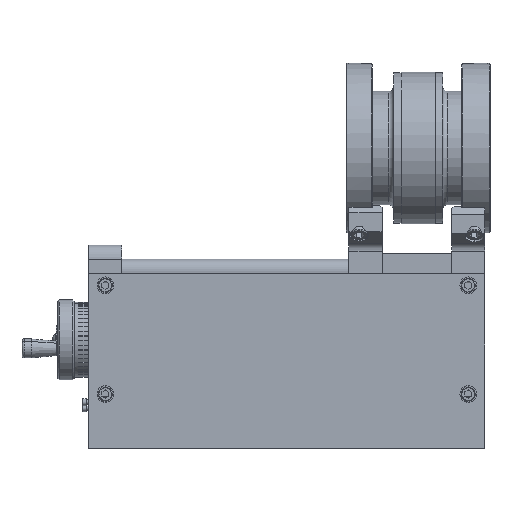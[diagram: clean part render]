
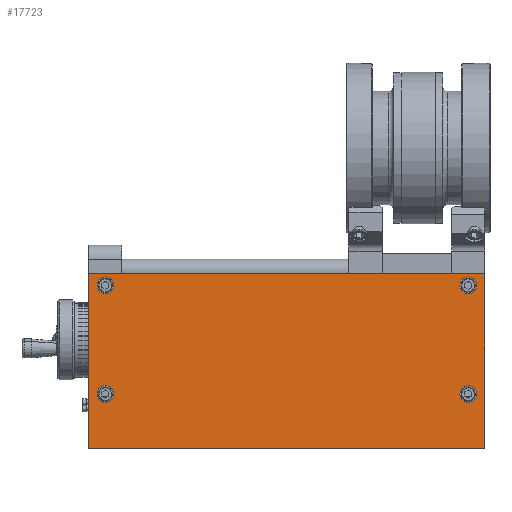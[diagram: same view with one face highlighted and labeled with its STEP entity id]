
A CAD part, left-side view. The second image highlights one B-rep face of the part: STEP entity #17723.
In plain terms, the highlighted planar face has unit normal (-1, 0, 0).
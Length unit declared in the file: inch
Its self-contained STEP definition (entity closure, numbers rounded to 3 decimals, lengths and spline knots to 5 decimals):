
#105 = VERTEX_POINT ( 'NONE', #18111 ) ;
#965 = VECTOR ( 'NONE', #3951, 39.37008 ) ;
#1216 = ORIENTED_EDGE ( 'NONE', *, *, #17056, .F. ) ;
#1474 = DIRECTION ( 'NONE',  ( -1., 0., 0. ) ) ;
#1619 = CARTESIAN_POINT ( 'NONE',  ( -1.625, 0.575, -3.6245 ) ) ;
#1704 = AXIS2_PLACEMENT_3D ( 'NONE', #3636, #18818, #5778 ) ;
#2198 = FACE_BOUND ( 'NONE', #10833, .T. ) ;
#2294 = EDGE_CURVE ( 'NONE', #17442, #9043, #23668, .T. ) ;
#2542 = EDGE_CURVE ( 'NONE', #14315, #3020, #10080, .T. ) ;
#2710 = AXIS2_PLACEMENT_3D ( 'NONE', #22234, #9224, #24402 ) ;
#2723 = CARTESIAN_POINT ( 'NONE',  ( -1.625, 10.164, -3.6245 ) ) ;
#3020 = VERTEX_POINT ( 'NONE', #13674 ) ;
#3142 = CIRCLE ( 'NONE', #18724, 0.219 ) ;
#3226 = CARTESIAN_POINT ( 'NONE',  ( -1.625, 9.945, -6.4995 ) ) ;
#3553 = FACE_OUTER_BOUND ( 'NONE', #17691, .T. ) ;
#3567 = ORIENTED_EDGE ( 'NONE', *, *, #25804, .F. ) ;
#3636 = CARTESIAN_POINT ( 'NONE',  ( -1.625, 0.575, -6.4995 ) ) ;
#3765 = AXIS2_PLACEMENT_3D ( 'NONE', #24761, #11803, #26982 ) ;
#3789 = DIRECTION ( 'NONE',  ( 0., -1., 0. ) ) ;
#3951 = DIRECTION ( 'NONE',  ( 0., 0., -1. ) ) ;
#3958 = ORIENTED_EDGE ( 'NONE', *, *, #2294, .F. ) ;
#3979 = CARTESIAN_POINT ( 'NONE',  ( -1.625, 9.945, -3.6245 ) ) ;
#4035 = CARTESIAN_POINT ( 'NONE',  ( -1.625, 10.383, -6.4995 ) ) ;
#4623 = VECTOR ( 'NONE', #5795, 39.37008 ) ;
#4889 = DIRECTION ( 'NONE',  ( 0., -1., 0. ) ) ;
#5221 = EDGE_LOOP ( 'NONE', ( #13216, #3567 ) ) ;
#5290 = VECTOR ( 'NONE', #19385, 39.37008 ) ;
#5333 = LINE ( 'NONE', #23384, #965 ) ;
#5778 = DIRECTION ( 'NONE',  ( 0., -1., 0. ) ) ;
#5795 = DIRECTION ( 'NONE',  ( 0., 0., -1. ) ) ;
#6520 = EDGE_CURVE ( 'NONE', #3020, #105, #5333, .T. ) ;
#7105 = CARTESIAN_POINT ( 'NONE',  ( -1.625, 0.794, -3.6245 ) ) ;
#7748 = EDGE_CURVE ( 'NONE', #15567, #10421, #15236, .T. ) ;
#7937 = FACE_BOUND ( 'NONE', #13699, .T. ) ;
#8602 = AXIS2_PLACEMENT_3D ( 'NONE', #1619, #16796, #3789 ) ;
#9043 = VERTEX_POINT ( 'NONE', #15724 ) ;
#9224 = DIRECTION ( 'NONE',  ( -1., 0., 0. ) ) ;
#10003 = DIRECTION ( 'NONE',  ( -1., 0., 0. ) ) ;
#10080 = LINE ( 'NONE', #16344, #20959 ) ;
#10421 = VERTEX_POINT ( 'NONE', #3979 ) ;
#10441 = ORIENTED_EDGE ( 'NONE', *, *, #2542, .T. ) ;
#10711 = PLANE ( 'NONE',  #13774 ) ;
#10833 = EDGE_LOOP ( 'NONE', ( #13291, #15846 ) ) ;
#11277 = CIRCLE ( 'NONE', #27461, 0.219 ) ;
#11803 = DIRECTION ( 'NONE',  ( -1., 0., 0. ) ) ;
#12480 = DIRECTION ( 'NONE',  ( -1., 0., 0. ) ) ;
#12992 = DIRECTION ( 'NONE',  ( 1., 0., 0. ) ) ;
#13079 = CIRCLE ( 'NONE', #3765, 0.219 ) ;
#13216 = ORIENTED_EDGE ( 'NONE', *, *, #22350, .F. ) ;
#13291 = ORIENTED_EDGE ( 'NONE', *, *, #19983, .F. ) ;
#13646 = CIRCLE ( 'NONE', #1704, 0.219 ) ;
#13674 = CARTESIAN_POINT ( 'NONE',  ( -1.625, 10.602, -3.3175 ) ) ;
#13699 = EDGE_LOOP ( 'NONE', ( #26228, #19387 ) ) ;
#13721 = ORIENTED_EDGE ( 'NONE', *, *, #27269, .F. ) ;
#13760 = FACE_BOUND ( 'NONE', #14709, .T. ) ;
#13774 = AXIS2_PLACEMENT_3D ( 'NONE', #25977, #12992, #28132 ) ;
#13828 = CARTESIAN_POINT ( 'NONE',  ( -1.625, 0.137, -3.3175 ) ) ;
#14315 = VERTEX_POINT ( 'NONE', #13828 ) ;
#14506 = CARTESIAN_POINT ( 'NONE',  ( -1.625, 10.164, -6.4995 ) ) ;
#14709 = EDGE_LOOP ( 'NONE', ( #27373, #3958 ) ) ;
#15129 = FACE_BOUND ( 'NONE', #5221, .T. ) ;
#15236 = CIRCLE ( 'NONE', #27768, 0.219 ) ;
#15567 = VERTEX_POINT ( 'NONE', #25383 ) ;
#15724 = CARTESIAN_POINT ( 'NONE',  ( -1.625, 0.356, -6.4995 ) ) ;
#15822 = AXIS2_PLACEMENT_3D ( 'NONE', #23000, #10003, #25171 ) ;
#15846 = ORIENTED_EDGE ( 'NONE', *, *, #20019, .F. ) ;
#16154 = EDGE_CURVE ( 'NONE', #9043, #17442, #13646, .T. ) ;
#16256 = CARTESIAN_POINT ( 'NONE',  ( -1.625, 0.794, -6.4995 ) ) ;
#16344 = CARTESIAN_POINT ( 'NONE',  ( -1.625, 0.137, -3.3175 ) ) ;
#16651 = DIRECTION ( 'NONE',  ( 0., -1., 0. ) ) ;
#16796 = DIRECTION ( 'NONE',  ( -1., 0., 0. ) ) ;
#17036 = VERTEX_POINT ( 'NONE', #21473 ) ;
#17056 = EDGE_CURVE ( 'NONE', #17036, #105, #22632, .T. ) ;
#17190 = CIRCLE ( 'NONE', #8602, 0.219 ) ;
#17199 = CARTESIAN_POINT ( 'NONE',  ( -1.625, 0.137, -7.9375 ) ) ;
#17442 = VERTEX_POINT ( 'NONE', #16256 ) ;
#17691 = EDGE_LOOP ( 'NONE', ( #20278, #1216, #13721, #10441 ) ) ;
#17723 = ADVANCED_FACE ( 'NONE', ( #15129, #7937, #3553, #2198, #13760 ), #10711, .F. ) ;
#17910 = DIRECTION ( 'NONE',  ( -1., 0., 0. ) ) ;
#18111 = CARTESIAN_POINT ( 'NONE',  ( -1.625, 10.602, -7.9375 ) ) ;
#18724 = AXIS2_PLACEMENT_3D ( 'NONE', #14506, #1474, #16651 ) ;
#18818 = DIRECTION ( 'NONE',  ( -1., 0., 0. ) ) ;
#18834 = CARTESIAN_POINT ( 'NONE',  ( -1.625, 0.137, -7.9375 ) ) ;
#19252 = LINE ( 'NONE', #18834, #4623 ) ;
#19385 = DIRECTION ( 'NONE',  ( 0., 1., 0. ) ) ;
#19387 = ORIENTED_EDGE ( 'NONE', *, *, #7748, .F. ) ;
#19772 = VERTEX_POINT ( 'NONE', #7105 ) ;
#19949 = EDGE_CURVE ( 'NONE', #10421, #15567, #21151, .T. ) ;
#19983 = EDGE_CURVE ( 'NONE', #20473, #22961, #3142, .T. ) ;
#20019 = EDGE_CURVE ( 'NONE', #22961, #20473, #11277, .T. ) ;
#20278 = ORIENTED_EDGE ( 'NONE', *, *, #6520, .T. ) ;
#20473 = VERTEX_POINT ( 'NONE', #3226 ) ;
#20959 = VECTOR ( 'NONE', #27059, 39.37008 ) ;
#21151 = CIRCLE ( 'NONE', #15822, 0.219 ) ;
#21473 = CARTESIAN_POINT ( 'NONE',  ( -1.625, 0.137, -7.9375 ) ) ;
#22234 = CARTESIAN_POINT ( 'NONE',  ( -1.625, 0.575, -6.4995 ) ) ;
#22350 = EDGE_CURVE ( 'NONE', #27201, #19772, #17190, .T. ) ;
#22632 = LINE ( 'NONE', #17199, #5290 ) ;
#22915 = CARTESIAN_POINT ( 'NONE',  ( -1.625, 0.356, -3.6245 ) ) ;
#22961 = VERTEX_POINT ( 'NONE', #4035 ) ;
#23000 = CARTESIAN_POINT ( 'NONE',  ( -1.625, 10.164, -3.6245 ) ) ;
#23384 = CARTESIAN_POINT ( 'NONE',  ( -1.625, 10.602, -7.9375 ) ) ;
#23668 = CIRCLE ( 'NONE', #2710, 0.219 ) ;
#24402 = DIRECTION ( 'NONE',  ( 0., -1., 0. ) ) ;
#24761 = CARTESIAN_POINT ( 'NONE',  ( -1.625, 0.575, -3.6245 ) ) ;
#25171 = DIRECTION ( 'NONE',  ( 0., -1., 0. ) ) ;
#25383 = CARTESIAN_POINT ( 'NONE',  ( -1.625, 10.383, -3.6245 ) ) ;
#25451 = CARTESIAN_POINT ( 'NONE',  ( -1.625, 10.164, -6.4995 ) ) ;
#25804 = EDGE_CURVE ( 'NONE', #19772, #27201, #13079, .T. ) ;
#25977 = CARTESIAN_POINT ( 'NONE',  ( -1.625, 0.137, -7.9375 ) ) ;
#26228 = ORIENTED_EDGE ( 'NONE', *, *, #19949, .F. ) ;
#26982 = DIRECTION ( 'NONE',  ( 0., -1., 0. ) ) ;
#27059 = DIRECTION ( 'NONE',  ( 0., 1., 0. ) ) ;
#27201 = VERTEX_POINT ( 'NONE', #22915 ) ;
#27269 = EDGE_CURVE ( 'NONE', #14315, #17036, #19252, .T. ) ;
#27373 = ORIENTED_EDGE ( 'NONE', *, *, #16154, .F. ) ;
#27461 = AXIS2_PLACEMENT_3D ( 'NONE', #25451, #12480, #27638 ) ;
#27638 = DIRECTION ( 'NONE',  ( 0., -1., 0. ) ) ;
#27768 = AXIS2_PLACEMENT_3D ( 'NONE', #2723, #17910, #4889 ) ;
#28132 = DIRECTION ( 'NONE',  ( 0., 1., 0. ) ) ;
